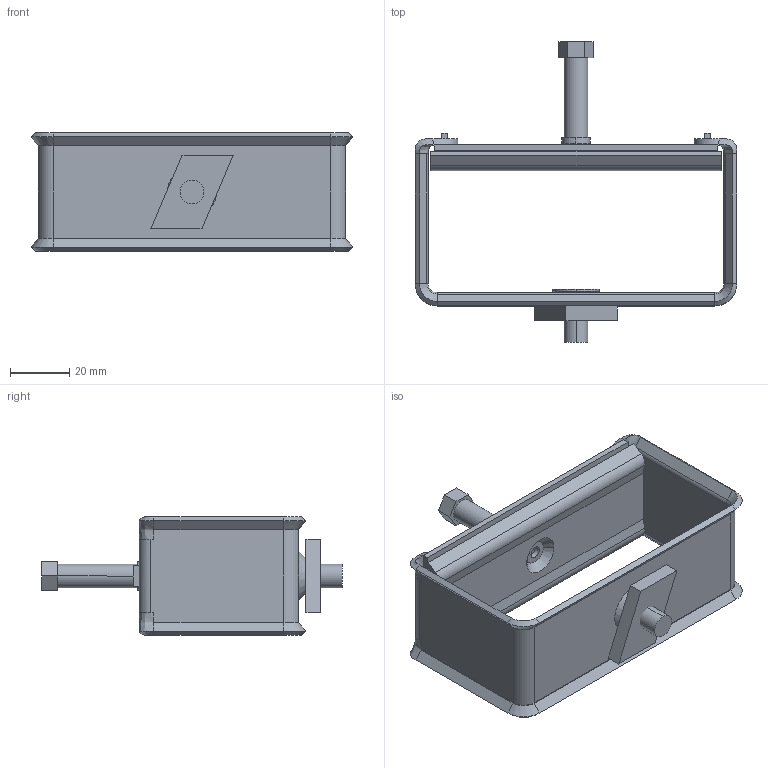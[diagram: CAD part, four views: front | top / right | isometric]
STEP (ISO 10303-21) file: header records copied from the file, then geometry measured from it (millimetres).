
FILE_DESCRIPTION (( 'STEP AP214' ), '1' );
FILE_NAME ('1194046.stp', '2017-02-06T12:43:33', ( '' ), ( '' ), 'SwSTEP 2.0', 'SolidWorks 2016', '' );
FILE_SCHEMA (( 'AUTOMOTIVE_DESIGN' ));
Length unit declared in the file: millimetre
Products named in the file (7): 1194046; EB050-20-01_Standard; EB050-20-02_Standard; EB050-20-03_Standard; EB104-00-03_Druckschraube - M8 x 33; 013842_ISO 2009 - M8 x 18 - A2; KTS 14.037-004_Standard
Assembly tree (6 placements, depth 2):
  1194046
    EB050-20-01_Standard
    EB050-20-02_Standard
    EB050-20-03_Standard
    EB104-00-03_Druckschraube - M8 x 33
    013842_ISO 2009 - M8 x 18 - A2
    KTS 14.037-004_Standard
Bounding box: 109.01 x 101.84 x 40 mm (x, y, z)
Volume: 39039 mm3; surface area: 39497.4 mm2
Topology: 6 solids, 6 shells, 220 faces, 542 edges, 338 vertices
Faces by surface type: plane 122, cylinder 46, cone 24, bspline 16, torus 12
Entity records: 9070 total; most frequent: CARTESIAN_POINT 3745, ORIENTED_EDGE 1084, DIRECTION 984, EDGE_CURVE 542, VERTEX_POINT 338, AXIS2_PLACEMENT_3D 335, LINE 314, VECTOR 314
